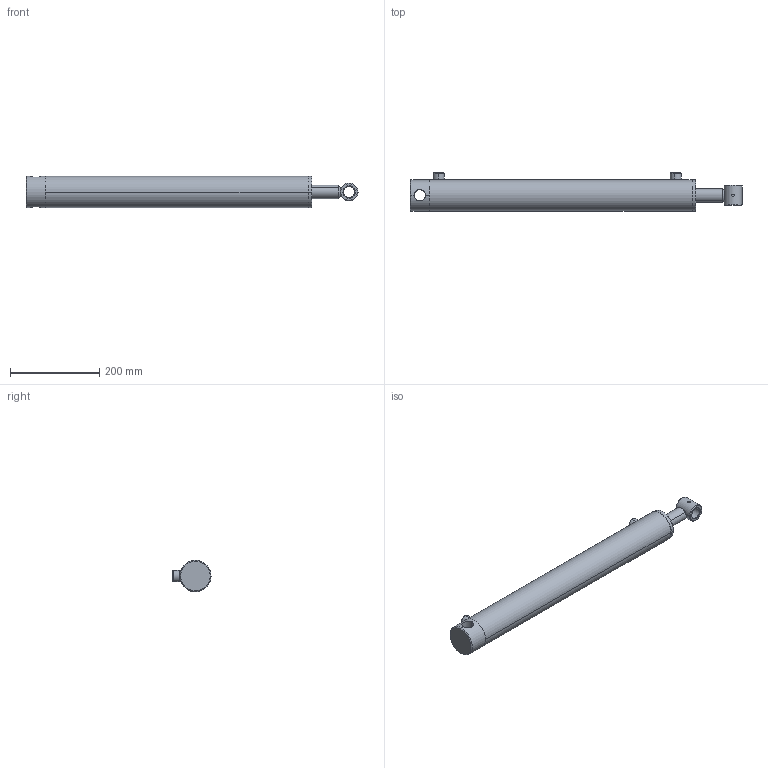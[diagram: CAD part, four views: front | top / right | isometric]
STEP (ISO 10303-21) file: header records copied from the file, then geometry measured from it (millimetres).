
FILE_DESCRIPTION (( 'STEP AP203' ), '1' );
FILE_NAME ('703-5.STEP', '2014-12-12T06:58:53', ( '' ), ( '' ), 'SwSTEP 2.0', 'SolidWorks 2015', '' );
FILE_SCHEMA (( 'CONFIG_CONTROL_DESIGN' ));
Length unit declared in the file: millimetre
Products named in the file (8): Rohr^703-5; 703-5; Boden^703-5; Stange^703-5; AL38; D703^703-5; P703^703-5; ET702
Assembly tree (8 placements, depth 2):
  703-5
    Rohr^703-5
    Stange^703-5
    AL38  x2
    D703^703-5
    P703^703-5
    Boden^703-5
    ET702
Bounding box: 742 x 85 x 70 mm (x, y, z)
Volume: 1415661.6 mm3; surface area: 375774.7 mm2
Topology: 8 solids, 8 shells, 107 faces, 234 edges, 142 vertices
Faces by surface type: cylinder 48, cone 36, plane 21, torus 2
Entity records: 4152 total; most frequent: CARTESIAN_POINT 1154, DIRECTION 486, ORIENTED_EDGE 412, EDGE_CURVE 206, AXIS2_PLACEMENT_3D 204, VERTEX_POINT 126, EDGE_LOOP 112, CIRCLE 100
